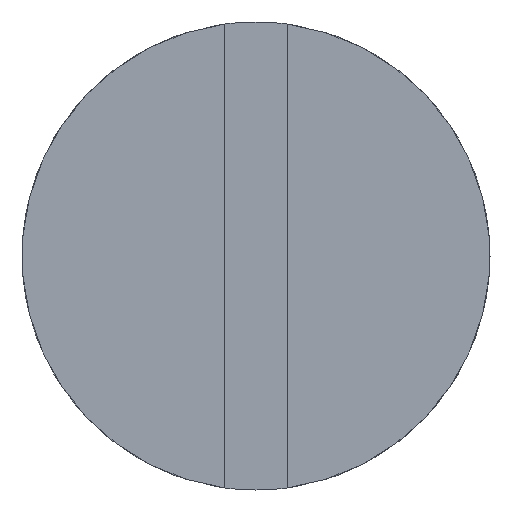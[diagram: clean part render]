
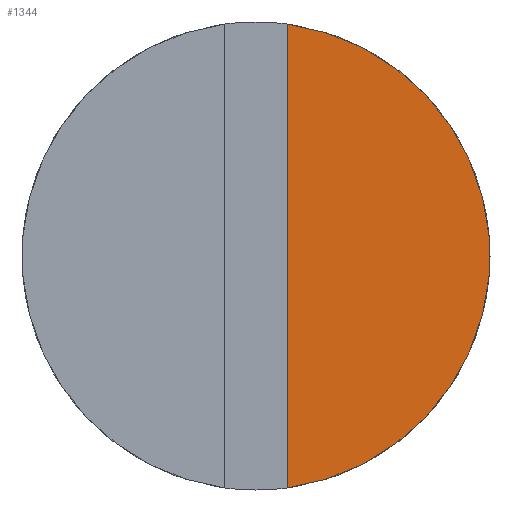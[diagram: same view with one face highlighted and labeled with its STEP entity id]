
A CAD part, left-side view. The second image highlights one B-rep face of the part: STEP entity #1344.
In plain terms, the highlighted planar face has unit normal (-1, 0, 0).
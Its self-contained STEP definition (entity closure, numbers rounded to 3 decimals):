
#75 = CARTESIAN_POINT ( 'NONE',  ( 0., -0.6, -4.5 ) ) ;
#296 = LINE ( 'NONE', #75, #2116 ) ;
#442 = VERTEX_POINT ( 'NONE', #2072 ) ;
#452 = ORIENTED_EDGE ( 'NONE', *, *, #1790, .T. ) ;
#497 = CIRCLE ( 'NONE', #1460, 4.5 ) ;
#727 = DIRECTION ( 'NONE',  ( 0., 0., -1. ) ) ;
#789 = CARTESIAN_POINT ( 'NONE',  ( 0., 0., 0. ) ) ;
#791 = AXIS2_PLACEMENT_3D ( 'NONE', #1282, #2168, #2518 ) ;
#930 = CARTESIAN_POINT ( 'NONE',  ( 0., -0.6, -4.46 ) ) ;
#1282 = CARTESIAN_POINT ( 'NONE',  ( 0., 4.5, 0. ) ) ;
#1288 = EDGE_LOOP ( 'NONE', ( #452, #1938 ) ) ;
#1336 = PLANE ( 'NONE',  #791 ) ;
#1344 = ADVANCED_FACE ( 'NONE', ( #1528 ), #1336, .F. ) ;
#1460 = AXIS2_PLACEMENT_3D ( 'NONE', #789, #1621, #2445 ) ;
#1528 = FACE_OUTER_BOUND ( 'NONE', #1288, .T. ) ;
#1621 = DIRECTION ( 'NONE',  ( -1., 0., 0. ) ) ;
#1790 = EDGE_CURVE ( 'NONE', #442, #1793, #296, .T. ) ;
#1793 = VERTEX_POINT ( 'NONE', #930 ) ;
#1938 = ORIENTED_EDGE ( 'NONE', *, *, #2344, .T. ) ;
#2072 = CARTESIAN_POINT ( 'NONE',  ( 0., -0.6, 4.46 ) ) ;
#2116 = VECTOR ( 'NONE', #727, 1000. ) ;
#2168 = DIRECTION ( 'NONE',  ( 1., 0., 0. ) ) ;
#2344 = EDGE_CURVE ( 'NONE', #1793, #442, #497, .T. ) ;
#2445 = DIRECTION ( 'NONE',  ( 0., 0., 1. ) ) ;
#2518 = DIRECTION ( 'NONE',  ( 0., 0., -1. ) ) ;
